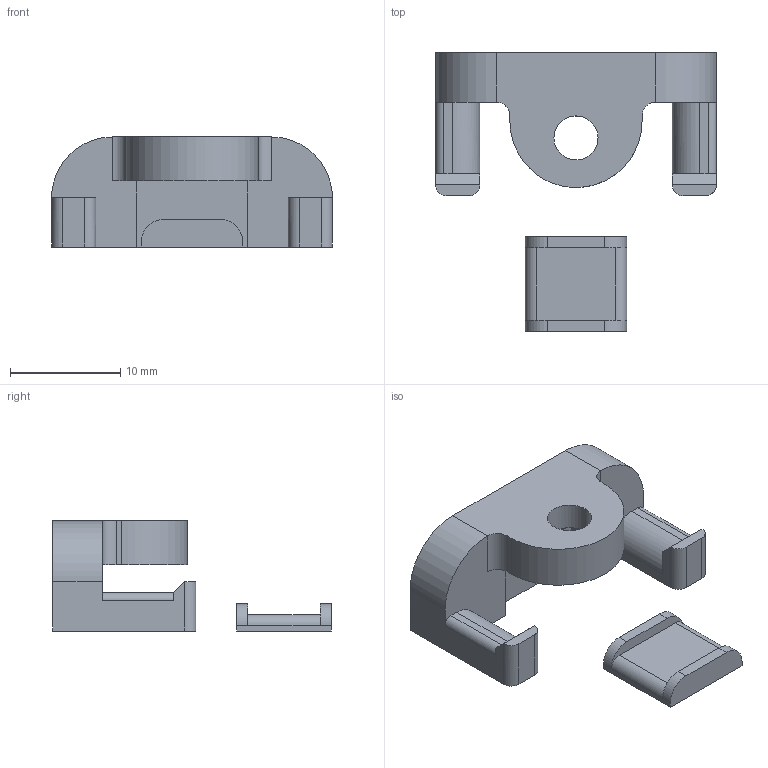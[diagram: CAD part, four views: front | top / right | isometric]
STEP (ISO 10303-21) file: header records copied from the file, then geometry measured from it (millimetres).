
FILE_DESCRIPTION(/* description */ (''),/* implementation_level */ '2;1');
FILE_NAME(/* name */ 'BELTTE~1',/* time_stamp */ '2017-11-12T21:23:34+09:00',/* author */ (''),/* organization */ (''),/* preprocessor_version */ 'ST-DEVELOPER v15',/* originating_system */ '',/* authorisation */ '');
FILE_SCHEMA (('AUTOMOTIVE_DESIGN'));
Length unit declared in the file: millimetre
Products named in the file (1): Document
Bounding box: 25.5 x 25.3 x 10 mm (x, y, z)
Volume: 1578.4 mm3; surface area: 1528.9 mm2
Topology: 2 solids, 2 shells, 66 faces, 167 edges, 108 vertices
Faces by surface type: plane 41, bspline 25
Entity records: 1775 total; most frequent: CARTESIAN_POINT 730, ORIENTED_EDGE 332, EDGE_CURVE 166, VERTEX_POINT 106, B_SPLINE_CURVE_WITH_KNOTS 77, EDGE_LOOP 70, ADVANCED_FACE 66, FACE_OUTER_BOUND 66
